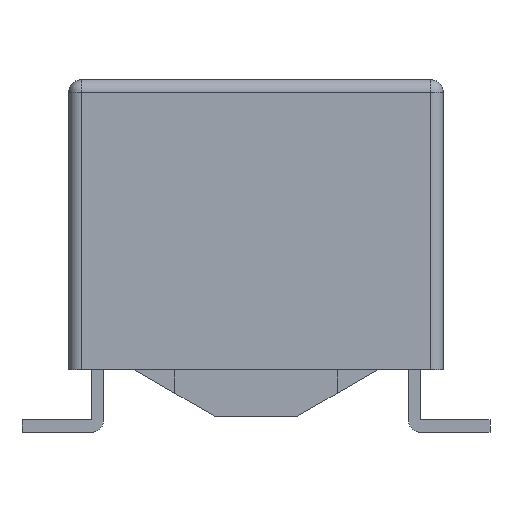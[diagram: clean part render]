
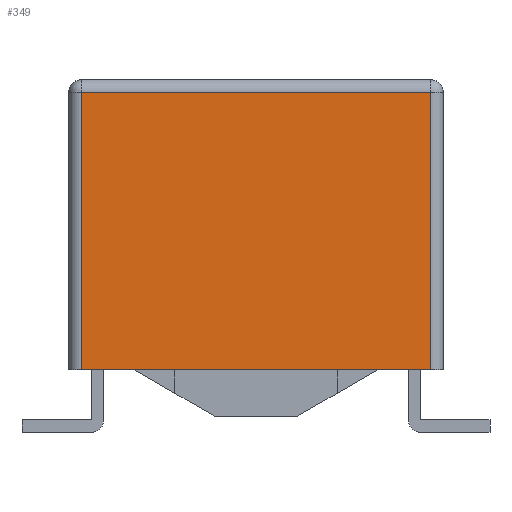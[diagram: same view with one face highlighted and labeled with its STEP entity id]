
A CAD part, left-side view. The second image highlights one B-rep face of the part: STEP entity #349.
In plain terms, the highlighted planar face has unit normal (-1, 0, 0).
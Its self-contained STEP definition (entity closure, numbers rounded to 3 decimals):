
#349=ADVANCED_FACE('',(#13912),#13914,.T.);
#13912=FACE_BOUND('',#13913,.T.);
#13913=EDGE_LOOP('',(#24561,#24562,#24563,#24564));
#13914=PLANE('',#13915);
#13915=AXIS2_PLACEMENT_3D('',#13916,#13917,#13918);
#13916=CARTESIAN_POINT('',(-5.,3.,1.));
#13917=DIRECTION('',(-1.,0.,0.));
#13918=DIRECTION('',(0.,-1.,0.));
#24561=ORIENTED_EDGE('',*,*,#33074,.F.);
#24562=ORIENTED_EDGE('',*,*,#33075,.F.);
#24563=ORIENTED_EDGE('',*,*,#33050,.T.);
#24564=ORIENTED_EDGE('',*,*,#33073,.T.);
#33050=EDGE_CURVE('',#37379,#37377,#37380,.T.);
#33073=EDGE_CURVE('',#37377,#37418,#37420,.T.);
#33074=EDGE_CURVE('',#37421,#37418,#37422,.T.);
#33075=EDGE_CURVE('',#37379,#37421,#37423,.T.);
#37377=VERTEX_POINT('',#44635);
#37379=VERTEX_POINT('',#44640);
#37380=LINE('',#44641,#44642);
#37418=VERTEX_POINT('',#44730);
#37420=LINE('',#44735,#44736);
#37421=VERTEX_POINT('',#44738);
#37422=LINE('',#44739,#44740);
#37423=LINE('',#44742,#44743);
#44635=CARTESIAN_POINT('',(-5.,-2.8,1.));
#44640=CARTESIAN_POINT('',(-5.,2.8,1.));
#44641=CARTESIAN_POINT('',(-5.,2.8,1.));
#44642=VECTOR('',#44643,1.);
#44643=DIRECTION('',(0.,-1.,0.));
#44730=CARTESIAN_POINT('',(-5.,-2.8,5.45));
#44735=CARTESIAN_POINT('',(-5.,-2.8,1.));
#44736=VECTOR('',#44737,1.);
#44737=DIRECTION('',(0.,0.,1.));
#44738=CARTESIAN_POINT('',(-5.,2.8,5.45));
#44739=CARTESIAN_POINT('',(-5.,2.8,5.45));
#44740=VECTOR('',#44741,1.);
#44741=DIRECTION('',(0.,-1.,0.));
#44742=CARTESIAN_POINT('',(-5.,2.8,1.));
#44743=VECTOR('',#44744,1.);
#44744=DIRECTION('',(0.,0.,1.));
